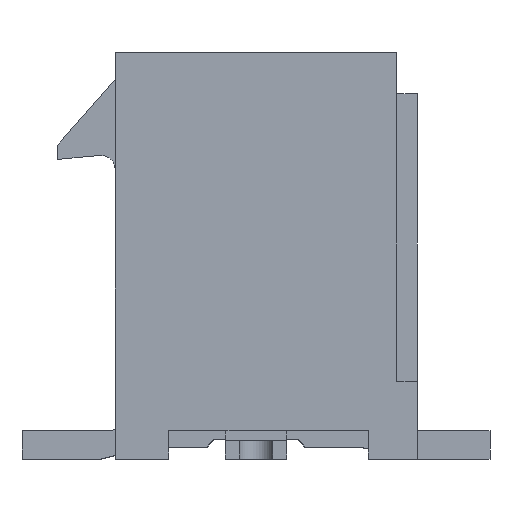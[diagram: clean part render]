
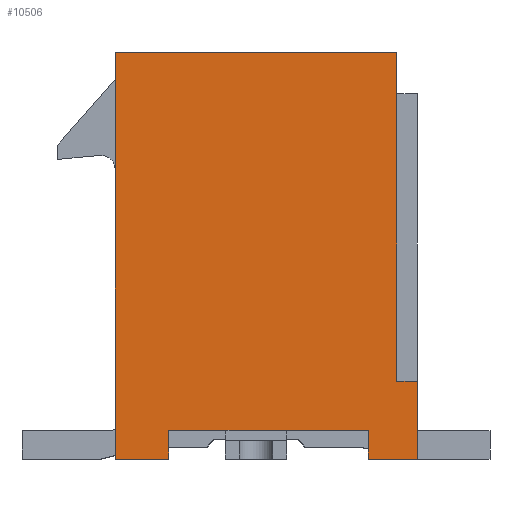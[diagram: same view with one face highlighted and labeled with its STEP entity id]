
A CAD part, front view. The second image highlights one B-rep face of the part: STEP entity #10506.
In plain terms, the highlighted face is planar.
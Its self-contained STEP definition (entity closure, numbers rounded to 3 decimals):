
#1331=ORIENTED_EDGE('',*,*,#4164,.F.);
#1332=ORIENTED_EDGE('',*,*,#4162,.F.);
#1333=ORIENTED_EDGE('',*,*,#4258,.F.);
#1334=ORIENTED_EDGE('',*,*,#4259,.F.);
#1335=ORIENTED_EDGE('',*,*,#4247,.T.);
#1336=ORIENTED_EDGE('',*,*,#3483,.T.);
#1337=ORIENTED_EDGE('',*,*,#4260,.T.);
#1338=ORIENTED_EDGE('',*,*,#4130,.F.);
#1339=ORIENTED_EDGE('',*,*,#4134,.F.);
#1340=ORIENTED_EDGE('',*,*,#4075,.F.);
#3483=EDGE_CURVE('',#5007,#5006,#6020,.T.);
#4075=EDGE_CURVE('',#5538,#5539,#6572,.T.);
#4130=EDGE_CURVE('',#5588,#5589,#6627,.T.);
#4134=EDGE_CURVE('',#5539,#5588,#6631,.T.);
#4162=EDGE_CURVE('',#5612,#5606,#6659,.T.);
#4164=EDGE_CURVE('',#5606,#5538,#6660,.T.);
#4247=EDGE_CURVE('',#5673,#5007,#6743,.T.);
#4258=EDGE_CURVE('',#5678,#5612,#6754,.T.);
#4259=EDGE_CURVE('',#5673,#5678,#6755,.T.);
#4260=EDGE_CURVE('',#5006,#5589,#6756,.T.);
#5006=VERTEX_POINT('',#14701);
#5007=VERTEX_POINT('',#14703);
#5538=VERTEX_POINT('',#15896);
#5539=VERTEX_POINT('',#15898);
#5588=VERTEX_POINT('',#16007);
#5589=VERTEX_POINT('',#16009);
#5606=VERTEX_POINT('',#16057);
#5612=VERTEX_POINT('',#16069);
#5673=VERTEX_POINT('',#16224);
#5678=VERTEX_POINT('',#16242);
#6020=LINE('',#14702,#7447);
#6572=LINE('',#15897,#7999);
#6627=LINE('',#16008,#8054);
#6631=LINE('',#16015,#8058);
#6659=LINE('',#16070,#8086);
#6660=LINE('',#16073,#8087);
#6743=LINE('',#16223,#8170);
#6754=LINE('',#16243,#8181);
#6755=LINE('',#16245,#8182);
#6756=LINE('',#16246,#8183);
#7447=VECTOR('',#11825,1000.);
#7999=VECTOR('',#12599,1000.);
#8054=VECTOR('',#12666,1000.);
#8058=VECTOR('',#12672,1000.);
#8086=VECTOR('',#12710,1000.);
#8087=VECTOR('',#12715,1000.);
#8170=VECTOR('',#12812,1000.);
#8181=VECTOR('',#12829,1000.);
#8182=VECTOR('',#12832,1000.);
#8183=VECTOR('',#12833,1000.);
#8892=EDGE_LOOP('',(#1331,#1332,#1333,#1334,#1335,#1336,#1337,#1338,#1339,
#1340));
#9493=FACE_BOUND('',#8892,.T.);
#10024=PLANE('',#11115);
#10506=ADVANCED_FACE('',(#9493),#10024,.T.);
#11115=AXIS2_PLACEMENT_3D('',#16244,#12830,#12831);
#11825=DIRECTION('',(0.,0.,1.));
#12599=DIRECTION('',(0.,0.,1.));
#12666=DIRECTION('',(0.,0.,1.));
#12672=DIRECTION('',(0.,1.,0.));
#12710=DIRECTION('',(0.,0.,1.));
#12715=DIRECTION('',(0.,-1.,0.));
#12812=DIRECTION('',(0.,-1.,0.));
#12829=DIRECTION('',(0.,1.,0.));
#12830=DIRECTION('',(-1.,0.,0.));
#12831=DIRECTION('',(0.,0.,1.));
#12832=DIRECTION('',(0.,0.,-1.));
#12833=DIRECTION('',(0.,1.,0.));
#14701=CARTESIAN_POINT('',(-18.35,-4.95,3.68));
#14702=CARTESIAN_POINT('',(-18.35,-4.95,-3.68));
#14703=CARTESIAN_POINT('',(-18.35,-4.95,-3.18));
#15896=CARTESIAN_POINT('',(-18.35,4.25,-2.48));
#15897=CARTESIAN_POINT('',(-18.35,4.25,-2.48));
#15898=CARTESIAN_POINT('',(-18.35,4.25,2.37));
#16007=CARTESIAN_POINT('',(-18.35,4.95,2.37));
#16008=CARTESIAN_POINT('',(-18.35,4.95,-3.68));
#16009=CARTESIAN_POINT('',(-18.35,4.95,3.68));
#16015=CARTESIAN_POINT('',(-18.35,4.25,2.37));
#16057=CARTESIAN_POINT('',(-18.35,4.95,-2.48));
#16069=CARTESIAN_POINT('',(-18.35,4.95,-3.68));
#16070=CARTESIAN_POINT('',(-18.35,4.95,-3.68));
#16073=CARTESIAN_POINT('',(-18.35,4.95,-2.48));
#16223=CARTESIAN_POINT('',(-18.35,-4.95,-3.18));
#16224=CARTESIAN_POINT('',(-18.35,3.05,-3.18));
#16242=CARTESIAN_POINT('',(-18.35,3.05,-3.68));
#16243=CARTESIAN_POINT('',(-18.35,-4.95,-3.68));
#16244=CARTESIAN_POINT('',(-18.35,-4.95,-3.68));
#16245=CARTESIAN_POINT('',(-18.35,3.05,-3.18));
#16246=CARTESIAN_POINT('',(-18.35,-4.95,3.68));
